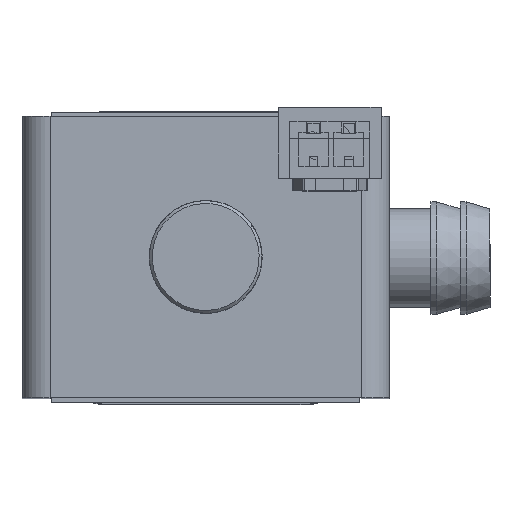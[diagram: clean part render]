
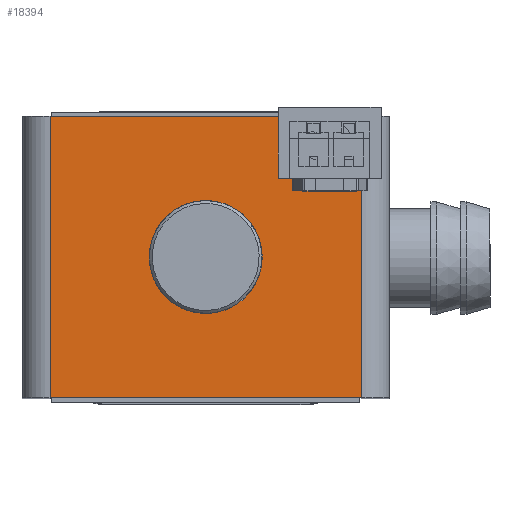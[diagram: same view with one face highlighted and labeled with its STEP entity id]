
A CAD part, top view. The second image highlights one B-rep face of the part: STEP entity #18394.
In plain terms, the highlighted face is planar.
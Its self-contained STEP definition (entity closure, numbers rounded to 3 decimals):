
#10 = VECTOR ( 'NONE', #23203, 1000. ) ;
#31 = DIRECTION ( 'NONE',  ( 0., 1., 0. ) ) ;
#46 = VERTEX_POINT ( 'NONE', #21680 ) ;
#102 = VERTEX_POINT ( 'NONE', #23409 ) ;
#265 = DIRECTION ( 'NONE',  ( 0., 0., 1. ) ) ;
#626 = EDGE_CURVE ( 'NONE', #12647, #17864, #21419, .T. ) ;
#1098 = LINE ( 'NONE', #4252, #24690 ) ;
#1137 = ORIENTED_EDGE ( 'NONE', *, *, #10469, .F. ) ;
#1702 = CARTESIAN_POINT ( 'NONE',  ( -11.05, -10.883, 20. ) ) ;
#1716 = EDGE_CURVE ( 'NONE', #21803, #2966, #16581, .T. ) ;
#2171 = VERTEX_POINT ( 'NONE', #13982 ) ;
#2428 = EDGE_LOOP ( 'NONE', ( #6024, #24746, #1137, #6507, #19337, #23862 ) ) ;
#2459 = DIRECTION ( 'NONE',  ( 0., 1., 0. ) ) ;
#2610 = VECTOR ( 'NONE', #23513, 1000. ) ;
#2966 = VERTEX_POINT ( 'NONE', #24262 ) ;
#3315 = PLANE ( 'NONE',  #14628 ) ;
#4252 = CARTESIAN_POINT ( 'NONE',  ( 11.05, -10.883, 20. ) ) ;
#4657 = LINE ( 'NONE', #6298, #24360 ) ;
#5221 = CARTESIAN_POINT ( 'NONE',  ( 13.05, -10.883, 20. ) ) ;
#5694 = EDGE_CURVE ( 'NONE', #22578, #102, #19680, .T. ) ;
#5790 = ORIENTED_EDGE ( 'NONE', *, *, #626, .T. ) ;
#6024 = ORIENTED_EDGE ( 'NONE', *, *, #12374, .T. ) ;
#6298 = CARTESIAN_POINT ( 'NONE',  ( -6.05, -10.883, 4. ) ) ;
#6507 = ORIENTED_EDGE ( 'NONE', *, *, #5694, .T. ) ;
#7040 = DIRECTION ( 'NONE',  ( 0., 1., 0. ) ) ;
#7118 = DIRECTION ( 'NONE',  ( 0., 0., -1. ) ) ;
#7153 = CARTESIAN_POINT ( 'NONE',  ( 4.015, -10.883, 10. ) ) ;
#7608 = DIRECTION ( 'NONE',  ( 1., 0., 0. ) ) ;
#7911 = CARTESIAN_POINT ( 'NONE',  ( -11.05, -10.883, 20. ) ) ;
#8206 = DIRECTION ( 'NONE',  ( 1., 0., 0. ) ) ;
#10161 = CARTESIAN_POINT ( 'NONE',  ( 13.05, -10.883, 20. ) ) ;
#10469 = EDGE_CURVE ( 'NONE', #22578, #46, #12753, .T. ) ;
#11532 = VECTOR ( 'NONE', #7118, 1000. ) ;
#12022 = CARTESIAN_POINT ( 'NONE',  ( -6.05, -10.883, 4. ) ) ;
#12237 = FACE_BOUND ( 'NONE', #20679, .T. ) ;
#12374 = EDGE_CURVE ( 'NONE', #2966, #2171, #17178, .T. ) ;
#12647 = VERTEX_POINT ( 'NONE', #13452 ) ;
#12753 = LINE ( 'NONE', #10161, #2610 ) ;
#12820 = CARTESIAN_POINT ( 'NONE',  ( -6.05, -10.883, 0. ) ) ;
#13309 = VECTOR ( 'NONE', #7608, 1000. ) ;
#13452 = CARTESIAN_POINT ( 'NONE',  ( -4.015, -10.883, 10. ) ) ;
#13884 = CARTESIAN_POINT ( 'NONE',  ( 0., -10.883, 10. ) ) ;
#13982 = CARTESIAN_POINT ( 'NONE',  ( 11.05, -10.883, 0. ) ) ;
#14260 = CIRCLE ( 'NONE', #17364, 4.015 ) ;
#14628 = AXIS2_PLACEMENT_3D ( 'NONE', #5221, #7040, #20481 ) ;
#14630 = CARTESIAN_POINT ( 'NONE',  ( 0., -10.883, 10. ) ) ;
#15675 = AXIS2_PLACEMENT_3D ( 'NONE', #14630, #31, #20959 ) ;
#15788 = DIRECTION ( 'NONE',  ( -1., 0., 0. ) ) ;
#16581 = LINE ( 'NONE', #12820, #11532 ) ;
#17147 = CARTESIAN_POINT ( 'NONE',  ( 13.05, -10.883, 0. ) ) ;
#17178 = LINE ( 'NONE', #17147, #13309 ) ;
#17364 = AXIS2_PLACEMENT_3D ( 'NONE', #13884, #2459, #15788 ) ;
#17864 = VERTEX_POINT ( 'NONE', #7153 ) ;
#18394 = ADVANCED_FACE ( 'NONE', ( #12237, #21784 ), #3315, .F. ) ;
#19337 = ORIENTED_EDGE ( 'NONE', *, *, #22133, .T. ) ;
#19680 = LINE ( 'NONE', #7911, #10 ) ;
#20481 = DIRECTION ( 'NONE',  ( -1., 0., 0. ) ) ;
#20679 = EDGE_LOOP ( 'NONE', ( #5790, #22865 ) ) ;
#20959 = DIRECTION ( 'NONE',  ( -1., 0., 0. ) ) ;
#21330 = EDGE_CURVE ( 'NONE', #17864, #12647, #14260, .T. ) ;
#21419 = CIRCLE ( 'NONE', #15675, 4.015 ) ;
#21678 = EDGE_CURVE ( 'NONE', #2171, #46, #1098, .T. ) ;
#21680 = CARTESIAN_POINT ( 'NONE',  ( 11.05, -10.883, 20. ) ) ;
#21784 = FACE_OUTER_BOUND ( 'NONE', #2428, .T. ) ;
#21803 = VERTEX_POINT ( 'NONE', #12022 ) ;
#22133 = EDGE_CURVE ( 'NONE', #102, #21803, #4657, .T. ) ;
#22578 = VERTEX_POINT ( 'NONE', #1702 ) ;
#22865 = ORIENTED_EDGE ( 'NONE', *, *, #21330, .T. ) ;
#23203 = DIRECTION ( 'NONE',  ( 0., 0., -1. ) ) ;
#23409 = CARTESIAN_POINT ( 'NONE',  ( -11.05, -10.883, 4. ) ) ;
#23513 = DIRECTION ( 'NONE',  ( 1., 0., 0. ) ) ;
#23862 = ORIENTED_EDGE ( 'NONE', *, *, #1716, .T. ) ;
#24262 = CARTESIAN_POINT ( 'NONE',  ( -6.05, -10.883, 0. ) ) ;
#24360 = VECTOR ( 'NONE', #8206, 1000. ) ;
#24690 = VECTOR ( 'NONE', #265, 1000. ) ;
#24746 = ORIENTED_EDGE ( 'NONE', *, *, #21678, .T. ) ;
